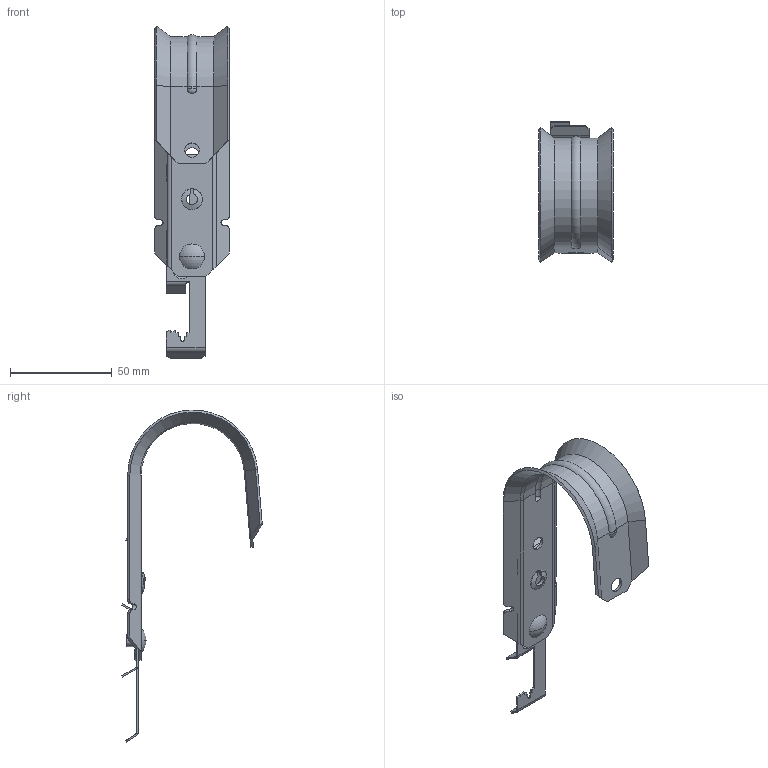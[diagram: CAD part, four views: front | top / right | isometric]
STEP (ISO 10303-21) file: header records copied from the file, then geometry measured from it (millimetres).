
FILE_DESCRIPTION (( 'STEP AP203' ), '1' );
FILE_NAME ('WJH32W.STEP', '2024-03-05T08:47:38', ( '' ), ( '' ), 'SwSTEP 2.0', 'SolidWorks 2021', '' );
FILE_SCHEMA (( 'CONFIG_CONTROL_DESIGN' ));
Length unit declared in the file: millimetre
Products named in the file (4): oval head semi-tubular rivets gb_GB_CONNECTING_PIECE_RIVET_OHSR 6X7; WJH32W; W.step; WJH32.step
Assembly tree (3 placements, depth 2):
  WJH32W
    W.step
    oval head semi-tubular rivets gb_GB_CONNECTING_PIECE_RIVET_OHSR 6X7
    WJH32.step
Bounding box: 36.64 x 69.23 x 163.47 mm (x, y, z)
Volume: 12195.7 mm3; surface area: 20733 mm2
Topology: 3 solids, 3 shells, 212 faces, 568 edges, 352 vertices
Faces by surface type: plane 106, cylinder 64, cone 24, bspline 6, torus 6, sphere 6
Entity records: 7690 total; most frequent: CARTESIAN_POINT 2055, ORIENTED_EDGE 1120, DIRECTION 1081, EDGE_CURVE 560, AXIS2_PLACEMENT_3D 373, VERTEX_POINT 350, VECTOR 335, LINE 335
